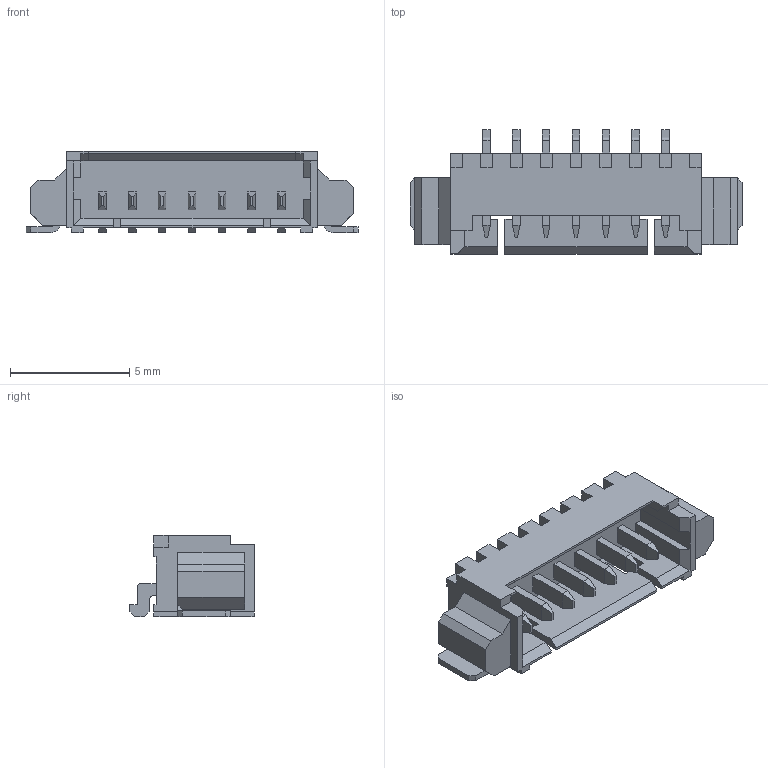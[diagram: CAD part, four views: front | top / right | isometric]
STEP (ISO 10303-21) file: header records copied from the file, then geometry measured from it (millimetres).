
FILE_DESCRIPTION (( 'STEP AP214' ), '1' );
FILE_NAME ('532610771.STEP', '2021-11-24T20:41:19', ( 'AVRASM1234' ), ( '' ), 'SwSTEP 2.0', 'SolidWorks 2017', '' );
FILE_SCHEMA (( 'AUTOMOTIVE_DESIGN' ));
Length unit declared in the file: millimetre
Products named in the file (1): 532610771
Bounding box: 13.9 x 5.2 x 3.4 mm (x, y, z)
Volume: 84.1 mm3; surface area: 386.4 mm2
Topology: 10 solids, 10 shells, 408 faces, 1118 edges, 732 vertices
Faces by surface type: plane 386, cylinder 22
Entity records: 14769 total; most frequent: CARTESIAN_POINT 2259, ORIENTED_EDGE 2236, DIRECTION 1980, EDGE_CURVE 1118, LINE 1074, VECTOR 1074, VERTEX_POINT 732, AXIS2_PLACEMENT_3D 453
